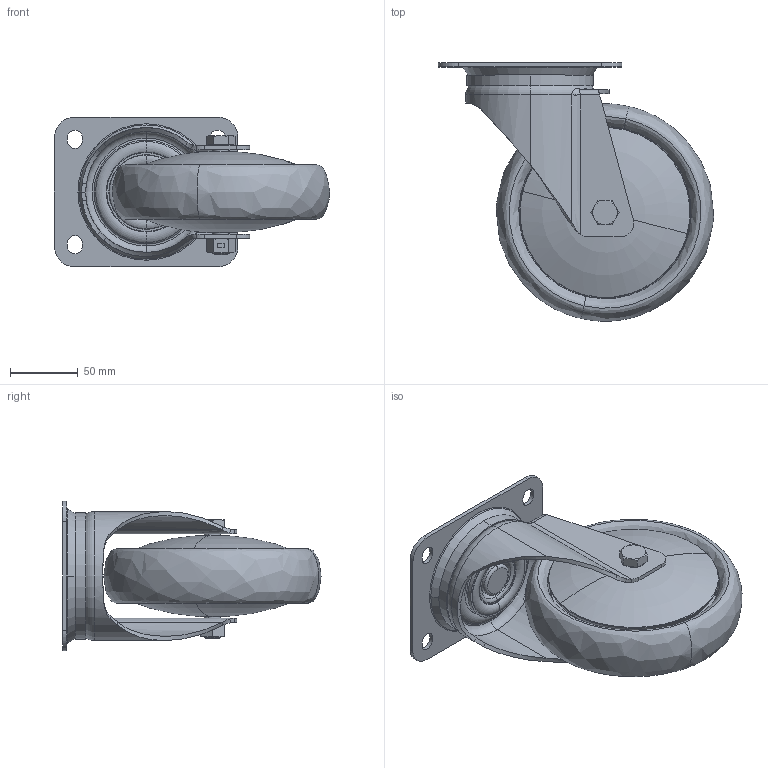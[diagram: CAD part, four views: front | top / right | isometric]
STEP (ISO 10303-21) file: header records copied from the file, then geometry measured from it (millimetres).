
FILE_DESCRIPTION (( 'STEP AP214' ), '1' );
FILE_NAME ('0055756.step', '2023-10-13T08:13:26', ( '' ), ( '' ), 'SwSTEP 2.0', 'SolidWorks 2020', '' );
FILE_SCHEMA (( 'AUTOMOTIVE_DESIGN' ));
Length unit declared in the file: millimetre
Products named in the file (1): 0055756
Bounding box: 202.38 x 189.94 x 110 mm (x, y, z)
Volume: 614395.6 mm3; surface area: 243157.1 mm2
Topology: 21 solids, 21 shells, 473 faces, 1042 edges, 610 vertices
Faces by surface type: torus 134, plane 105, cylinder 96, cone 78, bspline 36, sphere 24
Entity records: 21284 total; most frequent: CARTESIAN_POINT 5612, DIRECTION 2328, ORIENTED_EDGE 1988, AXIS2_PLACEMENT_3D 1025, EDGE_CURVE 994, CIRCLE 587, VERTEX_POINT 586, EDGE_LOOP 530
